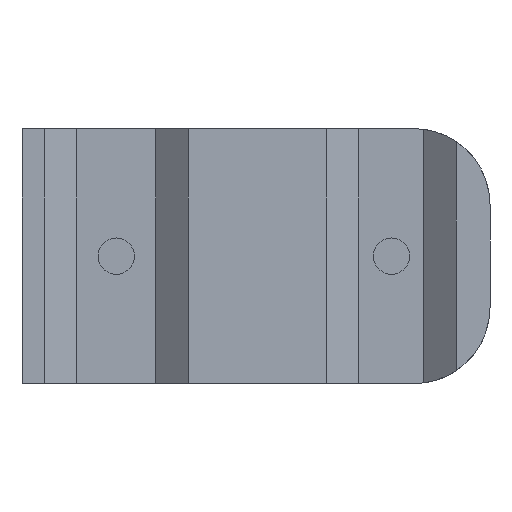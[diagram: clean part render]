
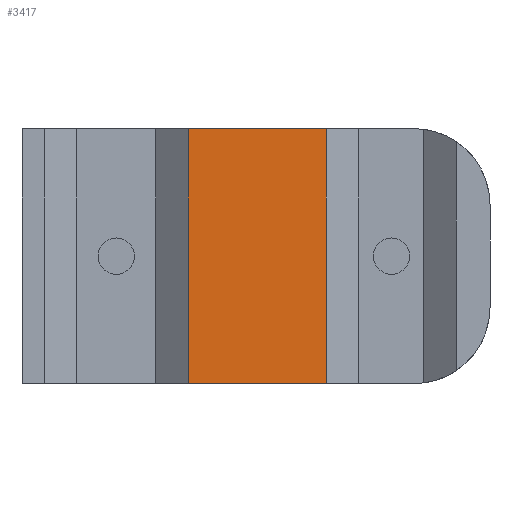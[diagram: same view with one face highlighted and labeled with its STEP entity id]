
A CAD part, front view. The second image highlights one B-rep face of the part: STEP entity #3417.
In plain terms, the highlighted planar face has unit normal (0, -1, 0).
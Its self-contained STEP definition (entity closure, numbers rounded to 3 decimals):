
#37 = FACE_OUTER_BOUND ( 'NONE', #838, .T. ) ;
#92 = EDGE_CURVE ( 'NONE', #1781, #2974, #553, .T. ) ;
#220 = PLANE ( 'NONE',  #1201 ) ;
#224 = CARTESIAN_POINT ( 'NONE',  ( -0.768, -3.333, 4.7 ) ) ;
#284 = CARTESIAN_POINT ( 'NONE',  ( 1.782, -3.333, 4.7 ) ) ;
#304 = ORIENTED_EDGE ( 'NONE', *, *, #858, .F. ) ;
#405 = CARTESIAN_POINT ( 'NONE',  ( -0.768, -3.333, 0. ) ) ;
#553 = LINE ( 'NONE', #224, #1171 ) ;
#835 = CARTESIAN_POINT ( 'NONE',  ( 1.782, -3.333, 0. ) ) ;
#838 = EDGE_LOOP ( 'NONE', ( #3311, #1202, #304, #3257 ) ) ;
#858 = EDGE_CURVE ( 'NONE', #1781, #2581, #3398, .T. ) ;
#1103 = EDGE_CURVE ( 'NONE', #2581, #1921, #2826, .T. ) ;
#1171 = VECTOR ( 'NONE', #2777, 1000. ) ;
#1201 = AXIS2_PLACEMENT_3D ( 'NONE', #2162, #3339, #2454 ) ;
#1202 = ORIENTED_EDGE ( 'NONE', *, *, #1103, .F. ) ;
#1418 = LINE ( 'NONE', #2184, #1457 ) ;
#1457 = VECTOR ( 'NONE', #1906, 1000. ) ;
#1712 = DIRECTION ( 'NONE',  ( 0., 0., -1. ) ) ;
#1781 = VERTEX_POINT ( 'NONE', #1902 ) ;
#1902 = CARTESIAN_POINT ( 'NONE',  ( -0.768, -3.333, 4.7 ) ) ;
#1906 = DIRECTION ( 'NONE',  ( 1., 0., 0. ) ) ;
#1921 = VERTEX_POINT ( 'NONE', #835 ) ;
#2162 = CARTESIAN_POINT ( 'NONE',  ( -0.768, -3.333, 4.7 ) ) ;
#2184 = CARTESIAN_POINT ( 'NONE',  ( -0.768, -3.333, 0. ) ) ;
#2367 = DIRECTION ( 'NONE',  ( 1., 0., 0. ) ) ;
#2454 = DIRECTION ( 'NONE',  ( 0., 0., 1. ) ) ;
#2581 = VERTEX_POINT ( 'NONE', #3202 ) ;
#2777 = DIRECTION ( 'NONE',  ( 0., 0., -1. ) ) ;
#2826 = LINE ( 'NONE', #284, #3208 ) ;
#2974 = VERTEX_POINT ( 'NONE', #405 ) ;
#3001 = EDGE_CURVE ( 'NONE', #2974, #1921, #1418, .T. ) ;
#3202 = CARTESIAN_POINT ( 'NONE',  ( 1.782, -3.333, 4.7 ) ) ;
#3208 = VECTOR ( 'NONE', #1712, 1000. ) ;
#3257 = ORIENTED_EDGE ( 'NONE', *, *, #92, .T. ) ;
#3311 = ORIENTED_EDGE ( 'NONE', *, *, #3001, .T. ) ;
#3339 = DIRECTION ( 'NONE',  ( 0., 1., 0. ) ) ;
#3398 = LINE ( 'NONE', #3515, #3477 ) ;
#3417 = ADVANCED_FACE ( 'NONE', ( #37 ), #220, .F. ) ;
#3477 = VECTOR ( 'NONE', #2367, 1000. ) ;
#3515 = CARTESIAN_POINT ( 'NONE',  ( -0.768, -3.333, 4.7 ) ) ;
